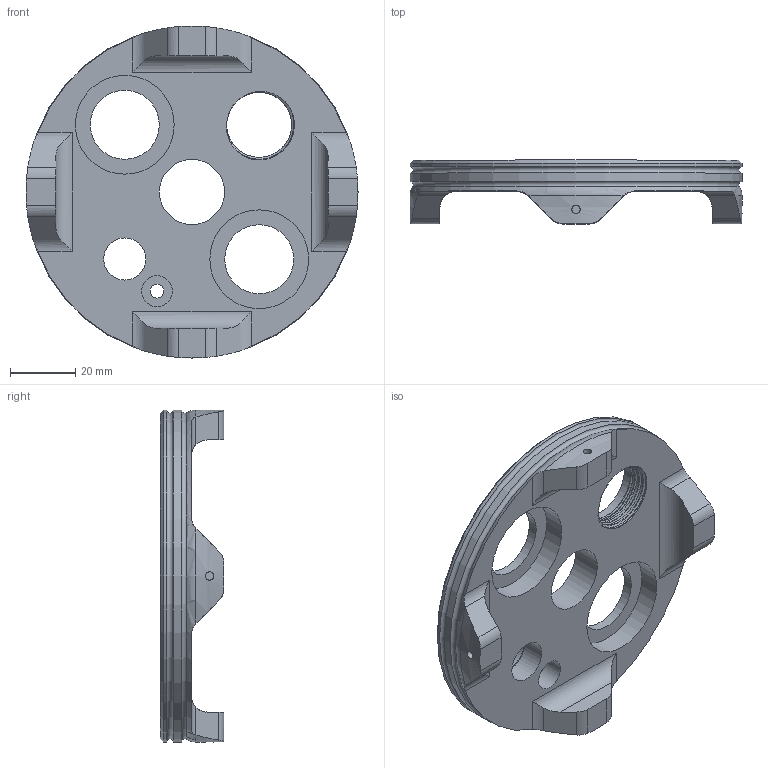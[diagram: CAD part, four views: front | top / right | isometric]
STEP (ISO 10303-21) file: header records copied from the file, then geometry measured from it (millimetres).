
FILE_DESCRIPTION(/* description */ (''),/* implementation_level */ '2;1');
FILE_NAME(/* name */ 'base.step',/* time_stamp */ '2022-11-16T16:13:45+01:00',/* author */ (''),/* organization */ (''),/* preprocessor_version */ 'ST-DEVELOPER v19.2',/* originating_system */ 'Autodesk Translation Framework v11.17.0.187',/* authorisation */ '');
FILE_SCHEMA (('AUTOMOTIVE_DESIGN { 1 0 10303 214 3 1 1 }'));
Length unit declared in the file: millimetre
Products named in the file (1): base
Bounding box: 102 x 19.5 x 102 mm (x, y, z)
Volume: 64159.5 mm3; surface area: 23123.8 mm2
Topology: 3 solids, 3 shells, 92 faces, 237 edges, 160 vertices
Faces by surface type: cylinder 50, plane 31, bspline 5, cone 3, torus 3
Full cylindrical faces by diameter (mm): 2.55 x4, 4.2 x1, 9.5 x1, 12.936 x2, 13.736 x1, 18.476 x1, 20 x1, 21.2 x5, 22.007 x1, 27 x1, 30.359 x2, 102 x2
Entity records: 7322 total; most frequent: CARTESIAN_POINT 5052, ORIENTED_EDGE 474, DIRECTION 448, EDGE_CURVE 237, AXIS2_PLACEMENT_3D 184, VERTEX_POINT 160, EDGE_LOOP 117, FACE_OUTER_BOUND 92
